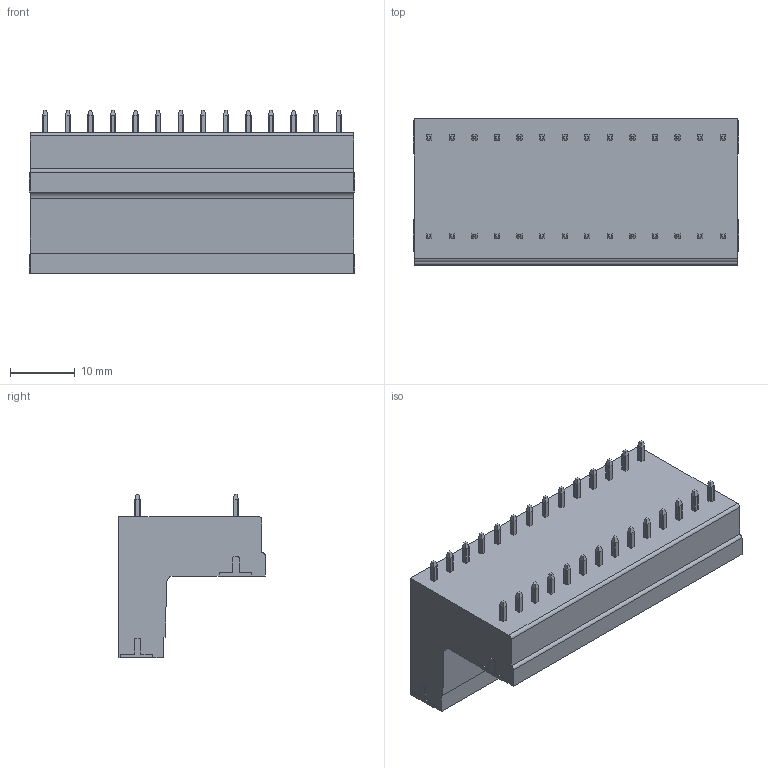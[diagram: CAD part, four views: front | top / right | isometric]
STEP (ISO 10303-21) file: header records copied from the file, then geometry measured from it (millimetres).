
FILE_DESCRIPTION((''),'2;1');
FILE_NAME('TLPHDC-005V-XXP','2024-08-08T13:53:25',('tluser'),(''),'CREO PARAMETRIC BY PTC INC, 2018100','CREO PARAMETRIC BY PTC INC, 2018100','');
FILE_SCHEMA(('CONFIG_CONTROL_DESIGN'));
Products named in the file (1): TLPHDC-005V-XXP
Bounding box: 50.4 x 22.7 x 25.4 mm (x, y, z)
Volume: 11849.3 mm3; surface area: 10634.7 mm2
Topology: 1 solids, 1 shells, 2274 faces, 6284 edges, 4124 vertices
Faces by surface type: plane 1527, cylinder 551, cone 140, torus 56
Entity records: 72374 total; most frequent: CARTESIAN_POINT 14180, ORIENTED_EDGE 12568, DIRECTION 11514, EDGE_CURVE 6284, VECTOR 4594, LINE 4594, VERTEX_POINT 4124, AXIS2_PLACEMENT_3D 3460
